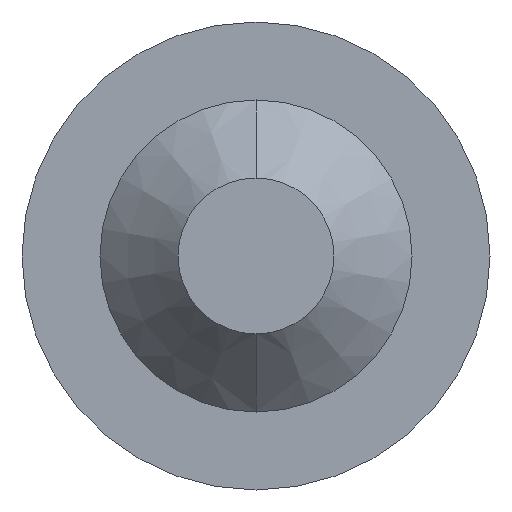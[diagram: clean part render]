
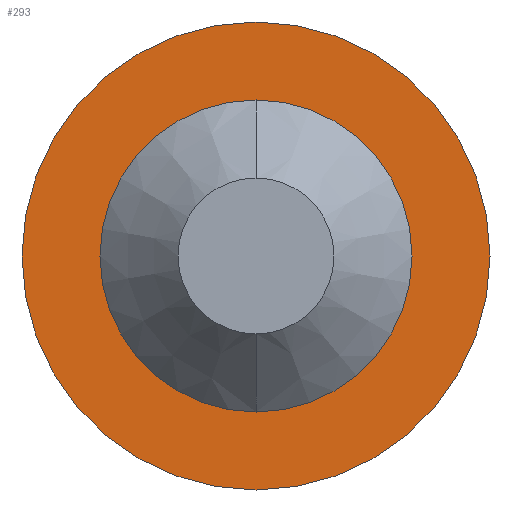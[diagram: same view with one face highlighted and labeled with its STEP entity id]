
A CAD part, front view. The second image highlights one B-rep face of the part: STEP entity #293.
In plain terms, the highlighted planar face has unit normal (0, -1, 0).
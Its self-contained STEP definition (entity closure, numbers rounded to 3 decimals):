
#23 = ORIENTED_EDGE ( 'NONE', *, *, #169, .T. ) ;
#25 = DIRECTION ( 'NONE',  ( 0., 0., 1. ) ) ;
#34 = CARTESIAN_POINT ( 'NONE',  ( 0., 0., 0. ) ) ;
#41 = ORIENTED_EDGE ( 'NONE', *, *, #494, .T. ) ;
#52 = DIRECTION ( 'NONE',  ( 0., -1., 0. ) ) ;
#67 = EDGE_LOOP ( 'NONE', ( #41, #446 ) ) ;
#75 = EDGE_CURVE ( 'NONE', #136, #466, #162, .T. ) ;
#79 = DIRECTION ( 'NONE',  ( 0., -1., 0. ) ) ;
#99 = DIRECTION ( 'NONE',  ( 0., 0., -1. ) ) ;
#125 = CIRCLE ( 'NONE', #418, 1.5 ) ;
#136 = VERTEX_POINT ( 'NONE', #330 ) ;
#162 = CIRCLE ( 'NONE', #462, 1. ) ;
#169 = EDGE_CURVE ( 'NONE', #466, #136, #468, .T. ) ;
#193 = AXIS2_PLACEMENT_3D ( 'NONE', #410, #52, #99 ) ;
#218 = CARTESIAN_POINT ( 'NONE',  ( 0., 0., 0. ) ) ;
#261 = DIRECTION ( 'NONE',  ( 0., 0., -1. ) ) ;
#293 = ADVANCED_FACE ( 'NONE', ( #532, #313 ), #400, .T. ) ;
#295 = VERTEX_POINT ( 'NONE', #491 ) ;
#301 = CIRCLE ( 'NONE', #550, 1.5 ) ;
#313 = FACE_OUTER_BOUND ( 'NONE', #67, .T. ) ;
#315 = ORIENTED_EDGE ( 'NONE', *, *, #75, .T. ) ;
#330 = CARTESIAN_POINT ( 'NONE',  ( 0., 0., -1. ) ) ;
#343 = DIRECTION ( 'NONE',  ( 0., 0., -1. ) ) ;
#361 = CARTESIAN_POINT ( 'NONE',  ( 0., 0., 0. ) ) ;
#382 = DIRECTION ( 'NONE',  ( 0., -1., 0. ) ) ;
#395 = CARTESIAN_POINT ( 'NONE',  ( 0., 0., -1.5 ) ) ;
#400 = PLANE ( 'NONE',  #193 ) ;
#410 = CARTESIAN_POINT ( 'NONE',  ( 0., 0., 0. ) ) ;
#418 = AXIS2_PLACEMENT_3D ( 'NONE', #218, #79, #261 ) ;
#432 = DIRECTION ( 'NONE',  ( 0., 1., 0. ) ) ;
#446 = ORIENTED_EDGE ( 'NONE', *, *, #521, .T. ) ;
#462 = AXIS2_PLACEMENT_3D ( 'NONE', #361, #538, #551 ) ;
#466 = VERTEX_POINT ( 'NONE', #471 ) ;
#468 = CIRCLE ( 'NONE', #487, 1. ) ;
#471 = CARTESIAN_POINT ( 'NONE',  ( 0., 0., 1. ) ) ;
#487 = AXIS2_PLACEMENT_3D ( 'NONE', #34, #432, #25 ) ;
#491 = CARTESIAN_POINT ( 'NONE',  ( 0., 0., 1.5 ) ) ;
#494 = EDGE_CURVE ( 'NONE', #524, #295, #301, .T. ) ;
#521 = EDGE_CURVE ( 'NONE', #295, #524, #125, .T. ) ;
#524 = VERTEX_POINT ( 'NONE', #395 ) ;
#532 = FACE_BOUND ( 'NONE', #535, .T. ) ;
#535 = EDGE_LOOP ( 'NONE', ( #23, #315 ) ) ;
#538 = DIRECTION ( 'NONE',  ( 0., 1., 0. ) ) ;
#550 = AXIS2_PLACEMENT_3D ( 'NONE', #560, #382, #343 ) ;
#551 = DIRECTION ( 'NONE',  ( 0., 0., 1. ) ) ;
#560 = CARTESIAN_POINT ( 'NONE',  ( 0., 0., 0. ) ) ;
